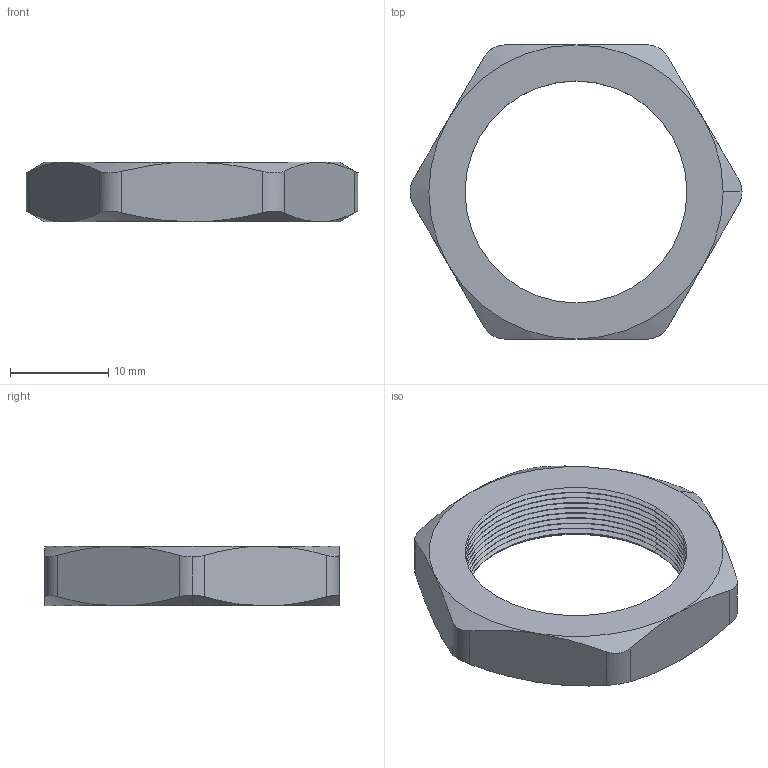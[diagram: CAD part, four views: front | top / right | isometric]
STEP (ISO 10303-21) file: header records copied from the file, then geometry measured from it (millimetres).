
FILE_DESCRIPTION (( 'STEP AP203' ), '1' );
FILE_NAME ('NP-16-GY.STEP', '2008-06-23T12:28:40', ( 'BSI 02' ), ( 'BAYSTATE' ), 'SwSTEP 2.0', 'SolidWorks 2007', '' );
FILE_SCHEMA (( 'CONFIG_CONTROL_DESIGN' ));
Length unit declared in the file: inch
Products named in the file (1): NP-16-GY
Bounding box: 33.82 x 29.97 x 6.1 mm (x, y, z)
Volume: 2124.7 mm3; surface area: 2132.2 mm2
Topology: 1 solids, 1 shells, 87 faces, 186 edges, 101 vertices
Faces by surface type: cone 54, cylinder 25, plane 8
Entity records: 2542 total; most frequent: CARTESIAN_POINT 630, DIRECTION 397, ORIENTED_EDGE 372, EDGE_CURVE 186, AXIS2_PLACEMENT_3D 162, VERTEX_POINT 101, EDGE_LOOP 89, FACE_OUTER_BOUND 87
